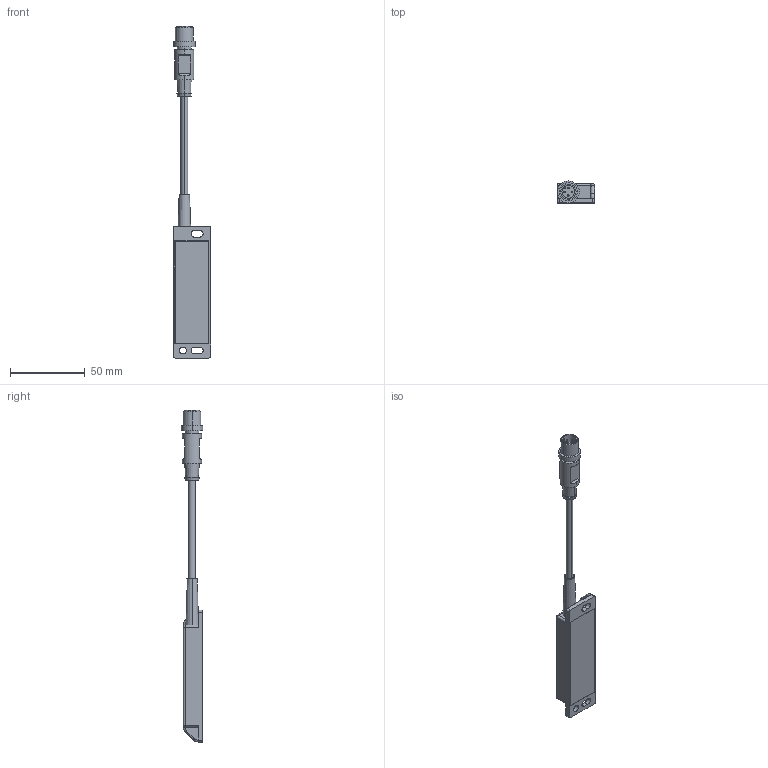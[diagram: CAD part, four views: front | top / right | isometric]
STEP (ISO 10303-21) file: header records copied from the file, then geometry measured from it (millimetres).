
FILE_DESCRIPTION((''),'2;1');
FILE_NAME('6073200067_SW0001','2011-06-30T',('T.Romberg'),(''),'PRO/ENGINEER BY PARAMETRIC TECHNOLOGY CORPORATION, 2005070','PRO/ENGINEER BY PARAMETRIC TECHNOLOGY CORPORATION, 2005070','');
FILE_SCHEMA(('AUTOMOTIVE_DESIGN_CC2 { 1 2 10303 214 -1 1 5 2 }'));
Length unit declared in the file: millimetre
Products named in the file (1): 6073200067_SW0001
Bounding box: 25.2 x 14.5 x 221.7 mm (x, y, z)
Surface area: 11734 mm2 (no closed solid volume)
Topology: 0 solids, 7 shells, 109 faces, 291 edges, 193 vertices
Faces by surface type: cylinder 45, plane 44, sphere 10, cone 6, torus 4
Entity records: 5328 total; most frequent: CARTESIAN_POINT 691, DIRECTION 635, ORIENTED_EDGE 534, PRESENTATION_STYLE_ASSIGNMENT 399, STYLED_ITEM 290, CURVE_STYLE 283, EDGE_CURVE 283, AXIS2_PLACEMENT_3D 253
